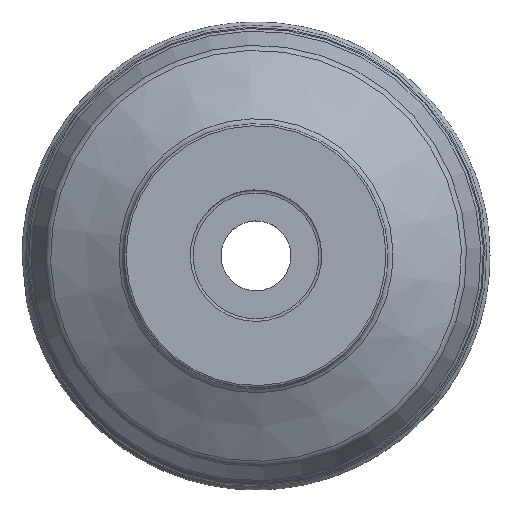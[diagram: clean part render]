
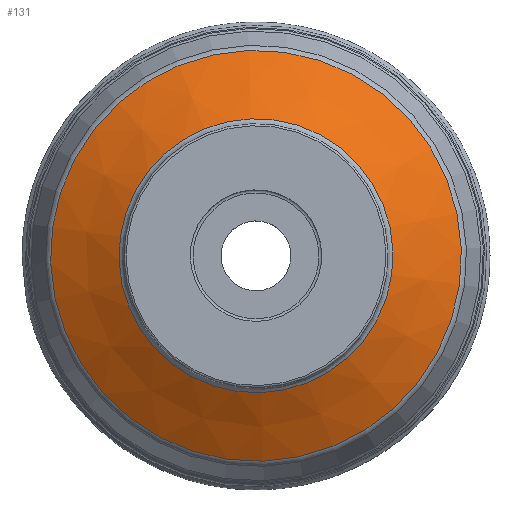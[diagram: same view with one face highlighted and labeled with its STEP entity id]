
A CAD part, top view. The second image highlights one B-rep face of the part: STEP entity #131.
In plain terms, the highlighted conical face has half-angle 59.19 degrees and reference radius 40.364 mm.
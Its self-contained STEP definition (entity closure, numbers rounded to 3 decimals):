
#110=CONICAL_SURFACE('',#561,40.364,59.19);
#131=ADVANCED_FACE('CN_SU3',(#190,#191),#110,.T.);
#190=FACE_BOUND('',#251,.T.);
#191=FACE_BOUND('',#252,.T.);
#251=EDGE_LOOP('',(#311));
#252=EDGE_LOOP('',(#312));
#311=ORIENTED_EDGE('',*,*,#389,.T.);
#312=ORIENTED_EDGE('',*,*,#390,.T.);
#358=VERTEX_POINT('',#801);
#359=VERTEX_POINT('',#803);
#389=EDGE_CURVE('',#358,#358,#419,.T.);
#390=EDGE_CURVE('',#359,#359,#420,.T.);
#419=CIRCLE('',#559,39.703);
#420=CIRCLE('',#560,26.476);
#559=AXIS2_PLACEMENT_3D('',#800,#671,#672);
#560=AXIS2_PLACEMENT_3D('',#802,#673,#674);
#561=AXIS2_PLACEMENT_3D('',#804,#675,#676);
#671=DIRECTION('',(0.,0.,1.));
#672=DIRECTION('',(0.978,0.208,0.));
#673=DIRECTION('',(0.,0.,-1.));
#674=DIRECTION('',(-0.978,-0.208,0.));
#675=DIRECTION('',(0.,0.,-1.));
#676=DIRECTION('',(-0.978,-0.208,0.));
#800=CARTESIAN_POINT('',(0.,0.,-23.606));
#801=CARTESIAN_POINT('',(38.836,8.255,-23.606));
#802=CARTESIAN_POINT('',(0.,0.,-15.718));
#803=CARTESIAN_POINT('',(-25.897,-5.505,-15.718));
#804=CARTESIAN_POINT('',(0.,0.,-24.));
